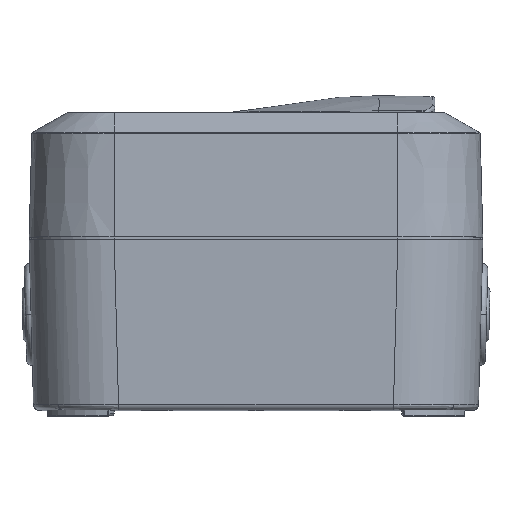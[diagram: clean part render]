
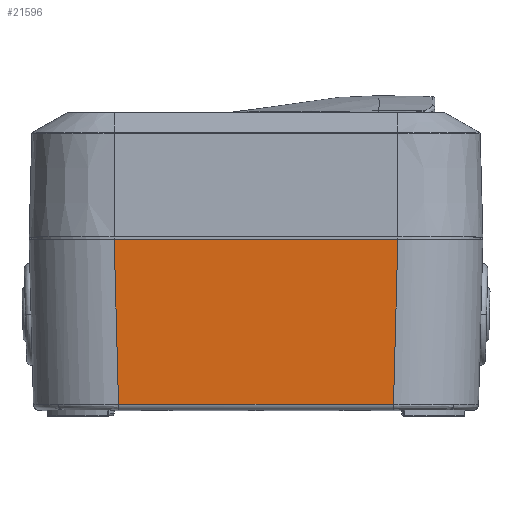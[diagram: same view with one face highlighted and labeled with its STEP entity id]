
A CAD part, top view. The second image highlights one B-rep face of the part: STEP entity #21596.
In plain terms, the highlighted planar face has unit normal (0, -0.026, 1).
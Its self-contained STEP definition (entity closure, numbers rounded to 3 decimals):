
#74 = VECTOR ( 'NONE', #24814, 1000. ) ;
#659 = VERTEX_POINT ( 'NONE', #65849 ) ;
#1953 = EDGE_CURVE ( 'NONE', #60460, #38911, #15439, .T. ) ;
#2189 = CARTESIAN_POINT ( 'NONE',  ( 24.245, 0.974, 36.74 ) ) ;
#4263 = ORIENTED_EDGE ( 'NONE', *, *, #56949, .T. ) ;
#8094 = EDGE_CURVE ( 'NONE', #60460, #659, #13672, .T. ) ;
#10315 = CARTESIAN_POINT ( 'NONE',  ( 40., 30., 37.5 ) ) ;
#10432 = ORIENTED_EDGE ( 'NONE', *, *, #1953, .T. ) ;
#13672 = LINE ( 'NONE', #2189, #74 ) ;
#15439 = LINE ( 'NONE', #32494, #16484 ) ;
#16484 = VECTOR ( 'NONE', #39173, 1000. ) ;
#17461 = DIRECTION ( 'NONE',  ( -1., 0., 0. ) ) ;
#18337 = CARTESIAN_POINT ( 'NONE',  ( -25.005, 30., 37.5 ) ) ;
#18926 = CARTESIAN_POINT ( 'NONE',  ( -25.005, 30., 37.5 ) ) ;
#21596 = ADVANCED_FACE ( 'NONE', ( #27374 ), #25887, .T. ) ;
#21801 = DIRECTION ( 'NONE',  ( -1., 0., 0. ) ) ;
#21970 = VERTEX_POINT ( 'NONE', #18337 ) ;
#24814 = DIRECTION ( 'NONE',  ( -1., 0., 0. ) ) ;
#24829 = LINE ( 'NONE', #40791, #27037 ) ;
#25430 = VECTOR ( 'NONE', #36685, 1000. ) ;
#25887 = PLANE ( 'NONE',  #36208 ) ;
#27037 = VECTOR ( 'NONE', #17461, 1000. ) ;
#27374 = FACE_OUTER_BOUND ( 'NONE', #31595, .T. ) ;
#27833 = EDGE_CURVE ( 'NONE', #38911, #21970, #24829, .T. ) ;
#31595 = EDGE_LOOP ( 'NONE', ( #50397, #4263, #72975, #10432 ) ) ;
#32494 = CARTESIAN_POINT ( 'NONE',  ( 24.245, 0.974, 36.74 ) ) ;
#36208 = AXIS2_PLACEMENT_3D ( 'NONE', #10315, #37366, #21801 ) ;
#36480 = CARTESIAN_POINT ( 'NONE',  ( 25.005, 30., 37.5 ) ) ;
#36685 = DIRECTION ( 'NONE',  ( 0.026, -0.999, -0.026 ) ) ;
#37366 = DIRECTION ( 'NONE',  ( 0., -0.026, 1. ) ) ;
#38911 = VERTEX_POINT ( 'NONE', #36480 ) ;
#39173 = DIRECTION ( 'NONE',  ( 0.026, 0.999, 0.026 ) ) ;
#40791 = CARTESIAN_POINT ( 'NONE',  ( 25.005, 30., 37.5 ) ) ;
#46713 = LINE ( 'NONE', #18926, #25430 ) ;
#50397 = ORIENTED_EDGE ( 'NONE', *, *, #27833, .T. ) ;
#53240 = CARTESIAN_POINT ( 'NONE',  ( 24.245, 0.974, 36.74 ) ) ;
#56949 = EDGE_CURVE ( 'NONE', #21970, #659, #46713, .T. ) ;
#60460 = VERTEX_POINT ( 'NONE', #53240 ) ;
#65849 = CARTESIAN_POINT ( 'NONE',  ( -24.245, 0.974, 36.74 ) ) ;
#72975 = ORIENTED_EDGE ( 'NONE', *, *, #8094, .F. ) ;
